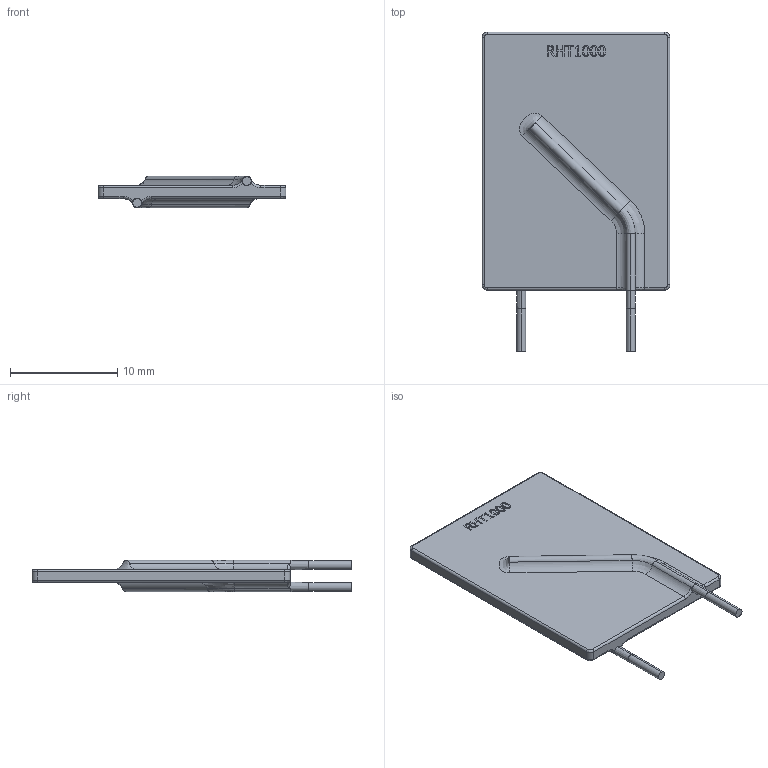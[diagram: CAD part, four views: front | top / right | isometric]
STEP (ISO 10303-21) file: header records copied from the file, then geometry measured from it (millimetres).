
FILE_DESCRIPTION (( 'STEP AP214' ), '1' );
FILE_NAME ('User Library-MF-RHT1000_th.STEP', '2022-02-12T20:03:15', ( '' ), ( '' ), 'SwSTEP 2.0', 'SolidWorks 2021', '' );
FILE_SCHEMA (( 'AUTOMOTIVE_DESIGN' ));
Length unit declared in the file: millimetre
Products named in the file (1): User Library-MF-RHT1000_th
Bounding box: 17.5 x 29.78 x 2.92 mm (x, y, z)
Volume: 553.4 mm3; surface area: 987.6 mm2
Topology: 3 solids, 3 shells, 163 faces, 386 edges, 240 vertices
Faces by surface type: plane 64, bspline 64, cylinder 31, cone 4
Entity records: 5796 total; most frequent: CARTESIAN_POINT 2468, ORIENTED_EDGE 772, DIRECTION 457, EDGE_CURVE 386, VERTEX_POINT 240, B_SPLINE_CURVE_WITH_KNOTS 184, EDGE_LOOP 174, FACE_OUTER_BOUND 163
